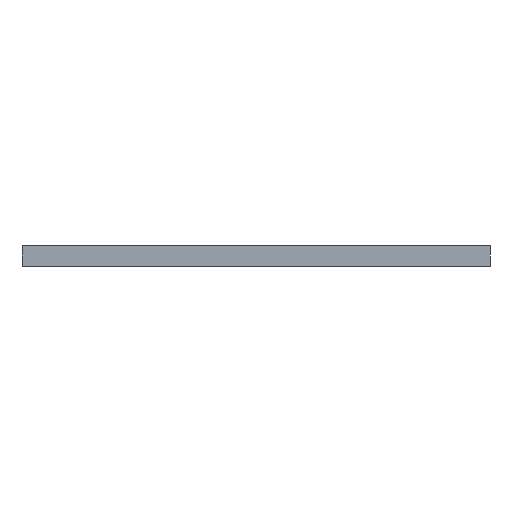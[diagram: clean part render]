
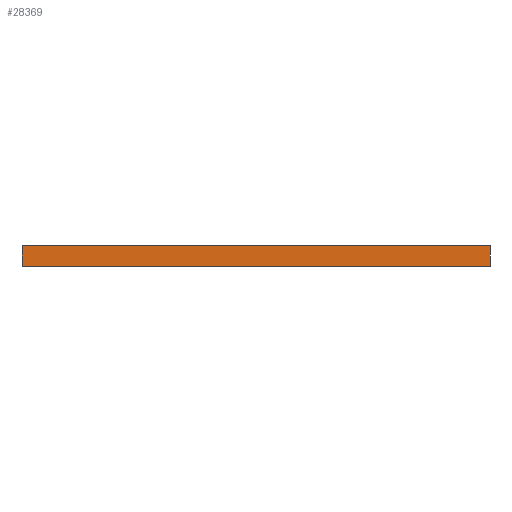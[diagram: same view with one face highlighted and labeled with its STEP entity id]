
A CAD part, front view. The second image highlights one B-rep face of the part: STEP entity #28369.
In plain terms, the highlighted planar face has unit normal (0, -1, 0).
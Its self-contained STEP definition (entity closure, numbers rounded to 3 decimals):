
#1344 = CARTESIAN_POINT ( 'NONE',  ( 150., -600., 13. ) ) ;
#1550 = DIRECTION ( 'NONE',  ( 0., 1., 0. ) ) ;
#2644 = EDGE_CURVE ( 'NONE', #16135, #24489, #3482, .T. ) ;
#2683 = VECTOR ( 'NONE', #11445, 1000. ) ;
#3482 = LINE ( 'NONE', #34200, #24568 ) ;
#5018 = CARTESIAN_POINT ( 'NONE',  ( -150., -600., 0. ) ) ;
#6523 = DIRECTION ( 'NONE',  ( 0., 0., -1. ) ) ;
#7738 = CARTESIAN_POINT ( 'NONE',  ( -150., -600., 13. ) ) ;
#9703 = LINE ( 'NONE', #27240, #2683 ) ;
#10255 = VECTOR ( 'NONE', #27188, 1000. ) ;
#10547 = DIRECTION ( 'NONE',  ( 1., 0., 0. ) ) ;
#10664 = ORIENTED_EDGE ( 'NONE', *, *, #2644, .T. ) ;
#10738 = CARTESIAN_POINT ( 'NONE',  ( 150., -600., 0. ) ) ;
#11445 = DIRECTION ( 'NONE',  ( 0., 0., -1. ) ) ;
#12056 = CARTESIAN_POINT ( 'NONE',  ( -150., -600., 13. ) ) ;
#14071 = CARTESIAN_POINT ( 'NONE',  ( -150., -600., 13. ) ) ;
#15874 = ORIENTED_EDGE ( 'NONE', *, *, #25239, .F. ) ;
#16135 = VERTEX_POINT ( 'NONE', #5018 ) ;
#19885 = PLANE ( 'NONE',  #20435 ) ;
#20004 = DIRECTION ( 'NONE',  ( 0., 0., 1. ) ) ;
#20435 = AXIS2_PLACEMENT_3D ( 'NONE', #12056, #1550, #20004 ) ;
#20535 = CARTESIAN_POINT ( 'NONE',  ( 150., -600., 13. ) ) ;
#21463 = EDGE_LOOP ( 'NONE', ( #10664, #15874, #29993, #32776 ) ) ;
#22640 = LINE ( 'NONE', #1344, #27984 ) ;
#24287 = LINE ( 'NONE', #14071, #10255 ) ;
#24489 = VERTEX_POINT ( 'NONE', #10738 ) ;
#24568 = VECTOR ( 'NONE', #10547, 1000. ) ;
#25138 = EDGE_CURVE ( 'NONE', #32905, #31193, #24287, .T. ) ;
#25239 = EDGE_CURVE ( 'NONE', #31193, #24489, #22640, .T. ) ;
#27188 = DIRECTION ( 'NONE',  ( 1., 0., 0. ) ) ;
#27240 = CARTESIAN_POINT ( 'NONE',  ( -150., -600., 13. ) ) ;
#27414 = FACE_OUTER_BOUND ( 'NONE', #21463, .T. ) ;
#27984 = VECTOR ( 'NONE', #6523, 1000. ) ;
#28369 = ADVANCED_FACE ( 'NONE', ( #27414 ), #19885, .F. ) ;
#29993 = ORIENTED_EDGE ( 'NONE', *, *, #25138, .F. ) ;
#31193 = VERTEX_POINT ( 'NONE', #20535 ) ;
#32574 = EDGE_CURVE ( 'NONE', #32905, #16135, #9703, .T. ) ;
#32776 = ORIENTED_EDGE ( 'NONE', *, *, #32574, .T. ) ;
#32905 = VERTEX_POINT ( 'NONE', #7738 ) ;
#34200 = CARTESIAN_POINT ( 'NONE',  ( -150., -600., 0. ) ) ;
